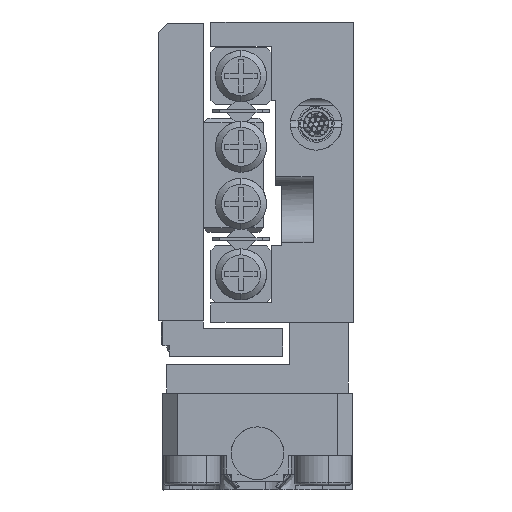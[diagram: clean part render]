
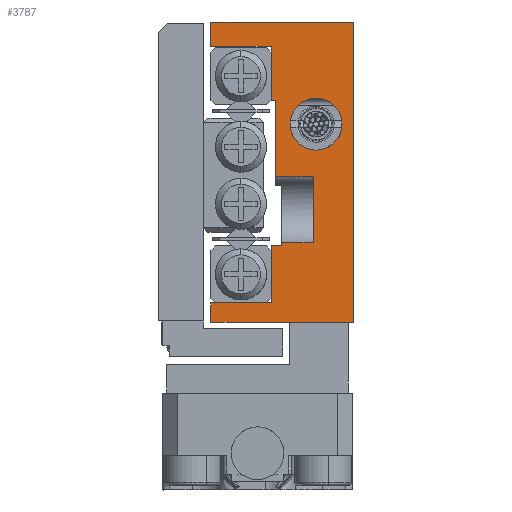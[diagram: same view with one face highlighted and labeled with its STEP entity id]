
A CAD part, left-side view. The second image highlights one B-rep face of the part: STEP entity #3787.
In plain terms, the highlighted planar face has unit normal (-1, 0, 0).
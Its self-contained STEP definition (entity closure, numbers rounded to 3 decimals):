
#769 = CARTESIAN_POINT ( 'NONE',  ( -20., 5.2, 4.8 ) ) ;
#1133 = EDGE_CURVE ( 'NONE', #13085, #1398, #10021, .T. ) ;
#1398 = VERTEX_POINT ( 'NONE', #32604 ) ;
#1666 = VECTOR ( 'NONE', #26514, 1000. ) ;
#1895 = VERTEX_POINT ( 'NONE', #6775 ) ;
#2465 = CARTESIAN_POINT ( 'NONE',  ( -20., 5.5, 10. ) ) ;
#2508 = LINE ( 'NONE', #9260, #35452 ) ;
#2533 = VERTEX_POINT ( 'NONE', #53461 ) ;
#2874 = CARTESIAN_POINT ( 'NONE',  ( -20., 9.5, -8.7 ) ) ;
#3290 = DIRECTION ( 'NONE',  ( 0., 1., 0. ) ) ;
#3297 = CARTESIAN_POINT ( 'NONE',  ( -20., 9.5, -10. ) ) ;
#3425 = VERTEX_POINT ( 'NONE', #56455 ) ;
#3669 = CARTESIAN_POINT ( 'NONE',  ( -20., 0., -10. ) ) ;
#3743 = VECTOR ( 'NONE', #11036, 1000. ) ;
#3758 = FACE_BOUND ( 'NONE', #40506, .T. ) ;
#3787 = ADVANCED_FACE ( 'NONE', ( #3758, #27944 ), #52098, .F. ) ;
#4292 = ORIENTED_EDGE ( 'NONE', *, *, #61955, .F. ) ;
#4685 = CARTESIAN_POINT ( 'NONE',  ( -20., 5.5, -10. ) ) ;
#5135 = CARTESIAN_POINT ( 'NONE',  ( -20., 9.5, -10. ) ) ;
#6061 = DIRECTION ( 'NONE',  ( 0., -1., 0. ) ) ;
#6775 = CARTESIAN_POINT ( 'NONE',  ( -20., 5.2, -0.3 ) ) ;
#7212 = ORIENTED_EDGE ( 'NONE', *, *, #1133, .F. ) ;
#7221 = ORIENTED_EDGE ( 'NONE', *, *, #38834, .T. ) ;
#7255 = EDGE_CURVE ( 'NONE', #14931, #3425, #53895, .T. ) ;
#8668 = VECTOR ( 'NONE', #11792, 1000. ) ;
#9260 = CARTESIAN_POINT ( 'NONE',  ( -20., 5.5, 4.8 ) ) ;
#10021 = LINE ( 'NONE', #75397, #26170 ) ;
#10420 = DIRECTION ( 'NONE',  ( 0., 0., -1. ) ) ;
#10460 = CARTESIAN_POINT ( 'NONE',  ( -20., 5.2, 4.8 ) ) ;
#11036 = DIRECTION ( 'NONE',  ( 0., 0., 1. ) ) ;
#11551 = CARTESIAN_POINT ( 'NONE',  ( -20., 2.692, -10. ) ) ;
#11792 = DIRECTION ( 'NONE',  ( 0., 1., 0. ) ) ;
#12883 = CARTESIAN_POINT ( 'NONE',  ( -20., -2.141, -0.3 ) ) ;
#13085 = VERTEX_POINT ( 'NONE', #18228 ) ;
#13805 = CARTESIAN_POINT ( 'NONE',  ( -20., 2.5, 3.2 ) ) ;
#14931 = VERTEX_POINT ( 'NONE', #69787 ) ;
#15647 = ORIENTED_EDGE ( 'NONE', *, *, #41900, .T. ) ;
#15954 = CARTESIAN_POINT ( 'NONE',  ( -20., 9.5, 10. ) ) ;
#16890 = EDGE_CURVE ( 'NONE', #70407, #1895, #36291, .T. ) ;
#18228 = CARTESIAN_POINT ( 'NONE',  ( -20., 5.5, -4.9 ) ) ;
#18769 = AXIS2_PLACEMENT_3D ( 'NONE', #20421, #44581, #40603 ) ;
#19811 = ORIENTED_EDGE ( 'NONE', *, *, #46981, .F. ) ;
#19839 = DIRECTION ( 'NONE',  ( 0., 0., 1. ) ) ;
#20421 = CARTESIAN_POINT ( 'NONE',  ( -20., 5.5, -10. ) ) ;
#21486 = LINE ( 'NONE', #2465, #51523 ) ;
#22137 = VERTEX_POINT ( 'NONE', #10460 ) ;
#23298 = DIRECTION ( 'NONE',  ( 0., 0., -1. ) ) ;
#23682 = LINE ( 'NONE', #4685, #3743 ) ;
#23901 = CARTESIAN_POINT ( 'NONE',  ( -20., 5.5, 8.4 ) ) ;
#24060 = EDGE_CURVE ( 'NONE', #70407, #62855, #66597, .T. ) ;
#24108 = VECTOR ( 'NONE', #10420, 1000. ) ;
#24113 = VERTEX_POINT ( 'NONE', #54684 ) ;
#24494 = ORIENTED_EDGE ( 'NONE', *, *, #24060, .T. ) ;
#25412 = AXIS2_PLACEMENT_3D ( 'NONE', #78363, #50055, #50448 ) ;
#25763 = EDGE_CURVE ( 'NONE', #44223, #59903, #69086, .T. ) ;
#25782 = CARTESIAN_POINT ( 'NONE',  ( -20., 5.5, -10. ) ) ;
#26111 = EDGE_CURVE ( 'NONE', #45117, #24113, #72248, .T. ) ;
#26170 = VECTOR ( 'NONE', #39724, 1000. ) ;
#26514 = DIRECTION ( 'NONE',  ( 0., 0., 1. ) ) ;
#26701 = DIRECTION ( 'NONE',  ( 0., -1., 0. ) ) ;
#27271 = ORIENTED_EDGE ( 'NONE', *, *, #28105, .F. ) ;
#27742 = LINE ( 'NONE', #5135, #59060 ) ;
#27944 = FACE_OUTER_BOUND ( 'NONE', #60910, .T. ) ;
#28105 = EDGE_CURVE ( 'NONE', #1895, #22137, #55046, .T. ) ;
#29327 = DIRECTION ( 'NONE',  ( 0., 0., -1. ) ) ;
#30414 = LINE ( 'NONE', #73169, #8668 ) ;
#31755 = LINE ( 'NONE', #25782, #41722 ) ;
#32604 = CARTESIAN_POINT ( 'NONE',  ( -20., 4.8, -4.9 ) ) ;
#35166 = ORIENTED_EDGE ( 'NONE', *, *, #7255, .F. ) ;
#35365 = CARTESIAN_POINT ( 'NONE',  ( -20., 5.5, -8.7 ) ) ;
#35368 = ORIENTED_EDGE ( 'NONE', *, *, #56122, .T. ) ;
#35452 = VECTOR ( 'NONE', #3290, 1000. ) ;
#35509 = VECTOR ( 'NONE', #59866, 1000. ) ;
#36291 = LINE ( 'NONE', #12883, #65183 ) ;
#37127 = CARTESIAN_POINT ( 'NONE',  ( -20., 2.692, -4.7 ) ) ;
#37972 = DIRECTION ( 'NONE',  ( -1., 0., 0. ) ) ;
#38302 = EDGE_CURVE ( 'NONE', #62855, #52034, #40210, .T. ) ;
#38834 = EDGE_CURVE ( 'NONE', #59903, #66030, #52002, .T. ) ;
#38931 = DIRECTION ( 'NONE',  ( 0., -1., 0. ) ) ;
#39462 = VECTOR ( 'NONE', #26701, 1000. ) ;
#39724 = DIRECTION ( 'NONE',  ( 0., -1., 0. ) ) ;
#40210 = LINE ( 'NONE', #64384, #69912 ) ;
#40328 = VECTOR ( 'NONE', #23298, 1000. ) ;
#40506 = EDGE_LOOP ( 'NONE', ( #35166, #73812 ) ) ;
#40572 = ORIENTED_EDGE ( 'NONE', *, *, #62519, .T. ) ;
#40603 = DIRECTION ( 'NONE',  ( 0., 0., -1. ) ) ;
#40912 = LINE ( 'NONE', #15954, #24108 ) ;
#41722 = VECTOR ( 'NONE', #19839, 1000. ) ;
#41900 = EDGE_CURVE ( 'NONE', #42605, #48245, #30414, .T. ) ;
#42605 = VERTEX_POINT ( 'NONE', #35365 ) ;
#43806 = EDGE_CURVE ( 'NONE', #2533, #24113, #23682, .T. ) ;
#44223 = VERTEX_POINT ( 'NONE', #3297 ) ;
#44492 = VECTOR ( 'NONE', #6061, 1000. ) ;
#44581 = DIRECTION ( 'NONE',  ( 1., 0., 0. ) ) ;
#45117 = VERTEX_POINT ( 'NONE', #66520 ) ;
#46012 = ORIENTED_EDGE ( 'NONE', *, *, #43806, .F. ) ;
#46856 = CARTESIAN_POINT ( 'NONE',  ( -20., 0., -10. ) ) ;
#46981 = EDGE_CURVE ( 'NONE', #42605, #13085, #31755, .T. ) ;
#47630 = AXIS2_PLACEMENT_3D ( 'NONE', #13805, #37972, #74020 ) ;
#48245 = VERTEX_POINT ( 'NONE', #2874 ) ;
#48584 = EDGE_CURVE ( 'NONE', #75536, #45117, #40912, .T. ) ;
#49035 = EDGE_CURVE ( 'NONE', #3425, #14931, #76043, .T. ) ;
#49358 = ORIENTED_EDGE ( 'NONE', *, *, #25763, .T. ) ;
#50055 = DIRECTION ( 'NONE',  ( -1., 0., 0. ) ) ;
#50448 = DIRECTION ( 'NONE',  ( 0., 0., 1. ) ) ;
#50764 = VECTOR ( 'NONE', #64685, 1000. ) ;
#50803 = CARTESIAN_POINT ( 'NONE',  ( -20., 2.692, -0.3 ) ) ;
#51220 = CARTESIAN_POINT ( 'NONE',  ( -20., 4.8, -4.7 ) ) ;
#51243 = ORIENTED_EDGE ( 'NONE', *, *, #56973, .F. ) ;
#51523 = VECTOR ( 'NONE', #38931, 1000. ) ;
#52002 = LINE ( 'NONE', #46856, #50764 ) ;
#52034 = VERTEX_POINT ( 'NONE', #51220 ) ;
#52098 = PLANE ( 'NONE',  #18769 ) ;
#53266 = DIRECTION ( 'NONE',  ( 0., 1., 0. ) ) ;
#53461 = CARTESIAN_POINT ( 'NONE',  ( -20., 5.5, 4.8 ) ) ;
#53895 = CIRCLE ( 'NONE', #47630, 1.727 ) ;
#54684 = CARTESIAN_POINT ( 'NONE',  ( -20., 5.5, 8.4 ) ) ;
#55046 = LINE ( 'NONE', #769, #1666 ) ;
#55627 = CARTESIAN_POINT ( 'NONE',  ( -20., 0., 10. ) ) ;
#56122 = EDGE_CURVE ( 'NONE', #48245, #44223, #27742, .T. ) ;
#56455 = CARTESIAN_POINT ( 'NONE',  ( -20., 2.5, 1.473 ) ) ;
#56973 = EDGE_CURVE ( 'NONE', #75536, #66030, #21486, .T. ) ;
#58588 = ORIENTED_EDGE ( 'NONE', *, *, #16890, .F. ) ;
#59060 = VECTOR ( 'NONE', #29327, 1000. ) ;
#59866 = DIRECTION ( 'NONE',  ( 0., 0., -1. ) ) ;
#59903 = VERTEX_POINT ( 'NONE', #3669 ) ;
#60040 = DIRECTION ( 'NONE',  ( 0., 1., 0. ) ) ;
#60910 = EDGE_LOOP ( 'NONE', ( #24494, #77240, #40572, #7212, #19811, #15647, #35368, #49358, #7221, #51243, #69210, #75004, #46012, #4292, #27271, #58588 ) ) ;
#61955 = EDGE_CURVE ( 'NONE', #22137, #2533, #2508, .T. ) ;
#62519 = EDGE_CURVE ( 'NONE', #52034, #1398, #65319, .T. ) ;
#62855 = VERTEX_POINT ( 'NONE', #37127 ) ;
#64384 = CARTESIAN_POINT ( 'NONE',  ( -20., -2.141, -4.7 ) ) ;
#64685 = DIRECTION ( 'NONE',  ( 0., 0., 1. ) ) ;
#65183 = VECTOR ( 'NONE', #60040, 1000. ) ;
#65319 = LINE ( 'NONE', #71271, #40328 ) ;
#66030 = VERTEX_POINT ( 'NONE', #55627 ) ;
#66520 = CARTESIAN_POINT ( 'NONE',  ( -20., 9.5, 8.4 ) ) ;
#66597 = LINE ( 'NONE', #11551, #35509 ) ;
#68099 = CARTESIAN_POINT ( 'NONE',  ( -20., 9.5, 10. ) ) ;
#68708 = CARTESIAN_POINT ( 'NONE',  ( -20., 5.5, -10. ) ) ;
#69086 = LINE ( 'NONE', #68708, #39462 ) ;
#69210 = ORIENTED_EDGE ( 'NONE', *, *, #48584, .T. ) ;
#69787 = CARTESIAN_POINT ( 'NONE',  ( -20., 2.5, 4.927 ) ) ;
#69912 = VECTOR ( 'NONE', #53266, 1000. ) ;
#70407 = VERTEX_POINT ( 'NONE', #50803 ) ;
#71271 = CARTESIAN_POINT ( 'NONE',  ( -20., 4.8, -10. ) ) ;
#72248 = LINE ( 'NONE', #23901, #44492 ) ;
#73169 = CARTESIAN_POINT ( 'NONE',  ( -20., 5.5, -8.7 ) ) ;
#73812 = ORIENTED_EDGE ( 'NONE', *, *, #49035, .F. ) ;
#74020 = DIRECTION ( 'NONE',  ( 0., 0., 1. ) ) ;
#75004 = ORIENTED_EDGE ( 'NONE', *, *, #26111, .T. ) ;
#75397 = CARTESIAN_POINT ( 'NONE',  ( -20., 5.5, -4.9 ) ) ;
#75536 = VERTEX_POINT ( 'NONE', #68099 ) ;
#76043 = CIRCLE ( 'NONE', #25412, 1.727 ) ;
#77240 = ORIENTED_EDGE ( 'NONE', *, *, #38302, .T. ) ;
#78363 = CARTESIAN_POINT ( 'NONE',  ( -20., 2.5, 3.2 ) ) ;
